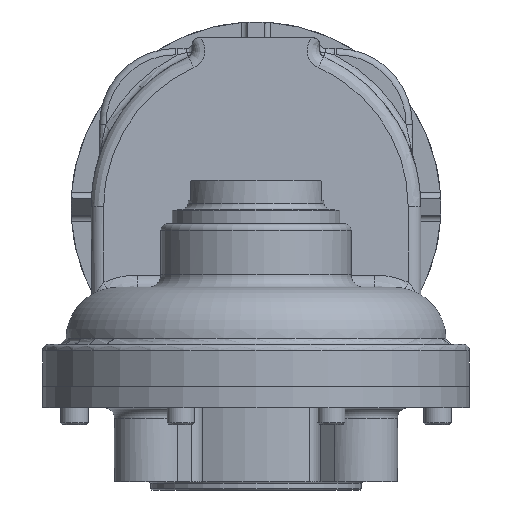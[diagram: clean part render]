
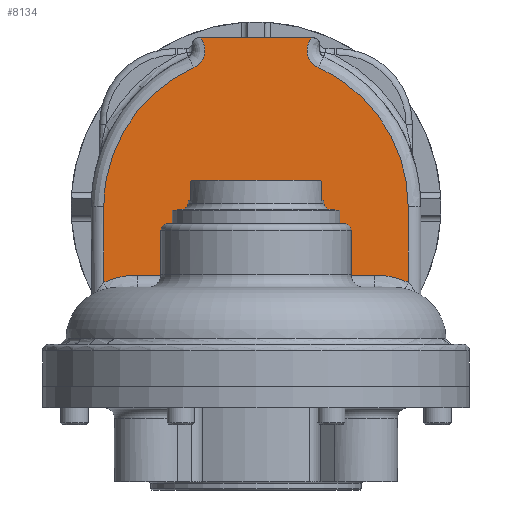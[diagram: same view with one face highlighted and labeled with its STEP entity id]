
A CAD part, front view. The second image highlights one B-rep face of the part: STEP entity #8134.
In plain terms, the highlighted planar face has unit normal (0, -0.999, 0.035).
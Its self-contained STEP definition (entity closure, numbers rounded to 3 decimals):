
#123=ELLIPSE('',#10446,1461.339,51.);
#124=ELLIPSE('',#10447,1461.339,51.);
#125=ELLIPSE('',#10448,72.044,72.);
#126=ELLIPSE('',#10449,9.005,9.);
#127=ELLIPSE('',#10450,9.005,9.);
#128=ELLIPSE('',#10451,72.044,72.);
#266=B_SPLINE_CURVE_WITH_KNOTS('',3,(#16637,#16638,#16639,#16640,#16641),
 .UNSPECIFIED.,.F.,.F.,(4,1,4),(0.,0.008,0.017),
 .UNSPECIFIED.);
#267=B_SPLINE_CURVE_WITH_KNOTS('',3,(#16647,#16648,#16649,#16650,#16651),
 .UNSPECIFIED.,.F.,.F.,(4,1,4),(0.,0.005,0.011),
 .UNSPECIFIED.);
#268=B_SPLINE_CURVE_WITH_KNOTS('',3,(#16655,#16656,#16657,#16658,#16659),
 .UNSPECIFIED.,.F.,.F.,(4,1,4),(0.,0.005,0.011),
 .UNSPECIFIED.);
#269=B_SPLINE_CURVE_WITH_KNOTS('',3,(#16665,#16666,#16667,#16668,#16669),
 .UNSPECIFIED.,.F.,.F.,(4,1,4),(0.,0.008,0.017),
 .UNSPECIFIED.);
#414=PLANE('',#10445);
#721=LINE('',#16634,#1294);
#722=LINE('',#16643,#1295);
#723=LINE('',#16653,#1296);
#724=LINE('',#16663,#1297);
#725=LINE('',#16671,#1298);
#726=LINE('',#16677,#1299);
#1294=VECTOR('',#12133,1000.);
#1295=VECTOR('',#12134,1000.);
#1296=VECTOR('',#12137,1000.);
#1297=VECTOR('',#12140,1000.);
#1298=VECTOR('',#12141,1000.);
#1299=VECTOR('',#12146,1000.);
#2725=ORIENTED_EDGE('',*,*,#4496,.T.);
#2726=ORIENTED_EDGE('',*,*,#4497,.T.);
#2727=ORIENTED_EDGE('',*,*,#4498,.T.);
#2728=ORIENTED_EDGE('',*,*,#4499,.T.);
#2729=ORIENTED_EDGE('',*,*,#4500,.T.);
#2730=ORIENTED_EDGE('',*,*,#4501,.T.);
#2731=ORIENTED_EDGE('',*,*,#4502,.T.);
#2732=ORIENTED_EDGE('',*,*,#4503,.T.);
#2733=ORIENTED_EDGE('',*,*,#4504,.T.);
#2734=ORIENTED_EDGE('',*,*,#4505,.T.);
#2735=ORIENTED_EDGE('',*,*,#4506,.T.);
#2736=ORIENTED_EDGE('',*,*,#4507,.T.);
#2737=ORIENTED_EDGE('',*,*,#4508,.T.);
#2738=ORIENTED_EDGE('',*,*,#4509,.T.);
#2739=ORIENTED_EDGE('',*,*,#4510,.T.);
#2740=ORIENTED_EDGE('',*,*,#4511,.T.);
#4496=EDGE_CURVE('',#5586,#5587,#721,.F.);
#4497=EDGE_CURVE('',#5587,#5588,#266,.T.);
#4498=EDGE_CURVE('',#5588,#5589,#722,.T.);
#4499=EDGE_CURVE('',#5589,#5590,#123,.F.);
#4500=EDGE_CURVE('',#5590,#5591,#267,.F.);
#4501=EDGE_CURVE('',#5591,#5592,#723,.F.);
#4502=EDGE_CURVE('',#5592,#5593,#268,.T.);
#4503=EDGE_CURVE('',#5593,#5594,#124,.F.);
#4504=EDGE_CURVE('',#5594,#5595,#724,.T.);
#4505=EDGE_CURVE('',#5595,#5596,#269,.T.);
#4506=EDGE_CURVE('',#5596,#5597,#725,.F.);
#4507=EDGE_CURVE('',#5597,#5598,#125,.T.);
#4508=EDGE_CURVE('',#5598,#5599,#126,.F.);
#4509=EDGE_CURVE('',#5599,#5600,#726,.F.);
#4510=EDGE_CURVE('',#5600,#5601,#127,.F.);
#4511=EDGE_CURVE('',#5601,#5586,#128,.T.);
#5586=VERTEX_POINT('',#16635);
#5587=VERTEX_POINT('',#16636);
#5588=VERTEX_POINT('',#16642);
#5589=VERTEX_POINT('',#16644);
#5590=VERTEX_POINT('',#16646);
#5591=VERTEX_POINT('',#16652);
#5592=VERTEX_POINT('',#16654);
#5593=VERTEX_POINT('',#16660);
#5594=VERTEX_POINT('',#16662);
#5595=VERTEX_POINT('',#16664);
#5596=VERTEX_POINT('',#16670);
#5597=VERTEX_POINT('',#16672);
#5598=VERTEX_POINT('',#16674);
#5599=VERTEX_POINT('',#16676);
#5600=VERTEX_POINT('',#16678);
#5601=VERTEX_POINT('',#16680);
#6921=EDGE_LOOP('',(#2725,#2726,#2727,#2728,#2729,#2730,#2731,#2732,#2733,
#2734,#2735,#2736,#2737,#2738,#2739,#2740));
#7496=FACE_BOUND('',#6921,.T.);
#8134=ADVANCED_FACE('',(#7496),#414,.T.);
#10445=AXIS2_PLACEMENT_3D('',#16633,#12131,#12132);
#10446=AXIS2_PLACEMENT_3D('',#16645,#12135,#12136);
#10447=AXIS2_PLACEMENT_3D('',#16661,#12138,#12139);
#10448=AXIS2_PLACEMENT_3D('',#16673,#12142,#12143);
#10449=AXIS2_PLACEMENT_3D('',#16675,#12144,#12145);
#10450=AXIS2_PLACEMENT_3D('',#16679,#12147,#12148);
#10451=AXIS2_PLACEMENT_3D('',#16681,#12149,#12150);
#12131=DIRECTION('',(0.,-0.999,0.035));
#12132=DIRECTION('',(0.,0.035,0.999));
#12133=DIRECTION('',(0.,0.035,0.999));
#12134=DIRECTION('',(1.,0.,0.));
#12135=DIRECTION('',(0.,-0.999,0.035));
#12136=DIRECTION('',(0.,-0.035,-0.999));
#12137=DIRECTION('',(-1.,0.,0.));
#12138=DIRECTION('',(0.,-0.999,0.035));
#12139=DIRECTION('',(0.,-0.035,-0.999));
#12140=DIRECTION('',(1.,0.,0.));
#12141=DIRECTION('',(0.,-0.035,-0.999));
#12142=DIRECTION('',(0.,-0.999,0.035));
#12143=DIRECTION('',(0.,0.035,0.999));
#12144=DIRECTION('',(0.,-0.999,0.035));
#12145=DIRECTION('',(0.,0.035,0.999));
#12146=DIRECTION('',(1.,0.,0.));
#12147=DIRECTION('',(0.,-0.999,0.035));
#12148=DIRECTION('',(0.,0.035,0.999));
#12149=DIRECTION('',(0.,-0.999,0.035));
#12150=DIRECTION('',(0.,0.035,0.999));
#16633=CARTESIAN_POINT('',(0.,-98.9,-8.));
#16634=CARTESIAN_POINT('',(-72.,-100.404,-51.064));
#16635=CARTESIAN_POINT('',(-72.,-98.613,0.209));
#16636=CARTESIAN_POINT('',(-72.,-99.866,-35.654));
#16637=CARTESIAN_POINT('',(-72.,-99.866,-35.654));
#16638=CARTESIAN_POINT('',(-69.476,-99.825,-34.481));
#16639=CARTESIAN_POINT('',(-64.165,-99.764,-32.752));
#16640=CARTESIAN_POINT('',(-58.705,-99.745,-32.209));
#16641=CARTESIAN_POINT('',(-55.925,-99.745,-32.209));
#16642=CARTESIAN_POINT('',(-55.925,-99.745,-32.209));
#16643=CARTESIAN_POINT('',(-38.922,-99.745,-32.209));
#16644=CARTESIAN_POINT('',(-38.75,-99.745,-32.209));
#16645=CARTESIAN_POINT('',(0.,-132.904,-981.737));
#16646=CARTESIAN_POINT('',(-38.1,-99.001,-10.895));
#16647=CARTESIAN_POINT('',(-29.694,-98.799,-5.105));
#16648=CARTESIAN_POINT('',(-31.489,-98.799,-5.105));
#16649=CARTESIAN_POINT('',(-34.927,-98.85,-6.559));
#16650=CARTESIAN_POINT('',(-37.078,-98.951,-9.454));
#16651=CARTESIAN_POINT('',(-38.1,-99.001,-10.895));
#16652=CARTESIAN_POINT('',(-29.694,-98.799,-5.105));
#16653=CARTESIAN_POINT('',(31.487,-98.799,-5.105));
#16654=CARTESIAN_POINT('',(29.694,-98.799,-5.105));
#16655=CARTESIAN_POINT('',(29.694,-98.799,-5.105));
#16656=CARTESIAN_POINT('',(31.489,-98.799,-5.105));
#16657=CARTESIAN_POINT('',(34.927,-98.85,-6.559));
#16658=CARTESIAN_POINT('',(37.078,-98.951,-9.454));
#16659=CARTESIAN_POINT('',(38.1,-99.001,-10.895));
#16660=CARTESIAN_POINT('',(38.1,-99.001,-10.895));
#16661=CARTESIAN_POINT('',(0.,-132.904,-981.737));
#16662=CARTESIAN_POINT('',(38.75,-99.745,-32.209));
#16663=CARTESIAN_POINT('',(52.056,-99.745,-32.209));
#16664=CARTESIAN_POINT('',(55.925,-99.745,-32.209));
#16665=CARTESIAN_POINT('',(55.925,-99.745,-32.209));
#16666=CARTESIAN_POINT('',(58.707,-99.745,-32.209));
#16667=CARTESIAN_POINT('',(64.261,-99.765,-32.773));
#16668=CARTESIAN_POINT('',(69.474,-99.825,-34.48));
#16669=CARTESIAN_POINT('',(72.,-99.866,-35.654));
#16670=CARTESIAN_POINT('',(72.,-99.866,-35.654));
#16671=CARTESIAN_POINT('',(72.,-98.621,0.));
#16672=CARTESIAN_POINT('',(72.,-98.613,0.209));
#16673=CARTESIAN_POINT('',(0.,-98.613,0.209));
#16674=CARTESIAN_POINT('',(29.459,-96.319,65.907));
#16675=CARTESIAN_POINT('',(33.141,-96.032,74.119));
#16676=CARTESIAN_POINT('',(26.329,-95.827,80.));
#16677=CARTESIAN_POINT('',(0.,-95.827,80.));
#16678=CARTESIAN_POINT('',(-26.329,-95.827,80.));
#16679=CARTESIAN_POINT('',(-33.141,-96.032,74.119));
#16680=CARTESIAN_POINT('',(-29.459,-96.319,65.907));
#16681=CARTESIAN_POINT('',(0.,-98.613,0.209));
